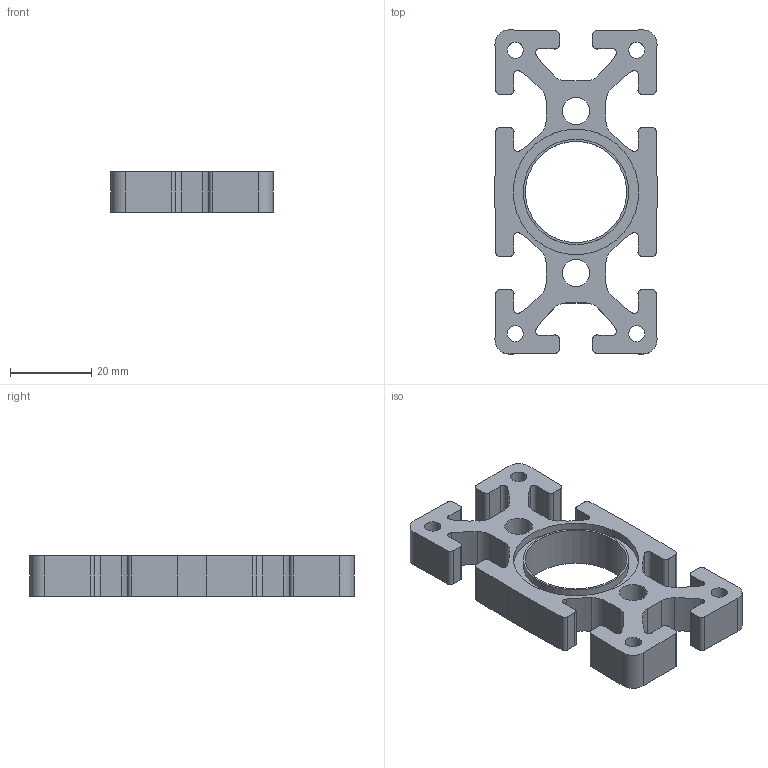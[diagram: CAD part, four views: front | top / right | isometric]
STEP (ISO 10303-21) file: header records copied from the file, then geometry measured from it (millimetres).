
FILE_DESCRIPTION((''),'2;1');
FILE_NAME('SD0102N.stp','2009-08-10T15:13:42',('teddy iii'),(''),'Autodesk Inventor 11','Autodesk Inventor 11','');
FILE_SCHEMA(('AUTOMOTIVE_DESIGN { 1 0 10303 214 1 1 1 1 }'));
Length unit declared in the file: millimetre
Products named in the file (1): SD0102N
Bounding box: 40 x 80 x 10 mm (x, y, z)
Volume: 15057 mm3; surface area: 10262.7 mm2
Topology: 1 solids, 1 shells, 125 faces, 357 edges, 238 vertices
Faces by surface type: cylinder 73, plane 49, bspline 3
Full cylindrical faces by diameter (mm): 4 x4, 6.8 x2, 25 x1, 26 x1, 31 x1
Entity records: 4163 total; most frequent: CARTESIAN_POINT 747, DIRECTION 742, ORIENTED_EDGE 692, EDGE_CURVE 346, AXIS2_PLACEMENT_3D 273, VERTEX_POINT 238, VECTOR 196, LINE 196
